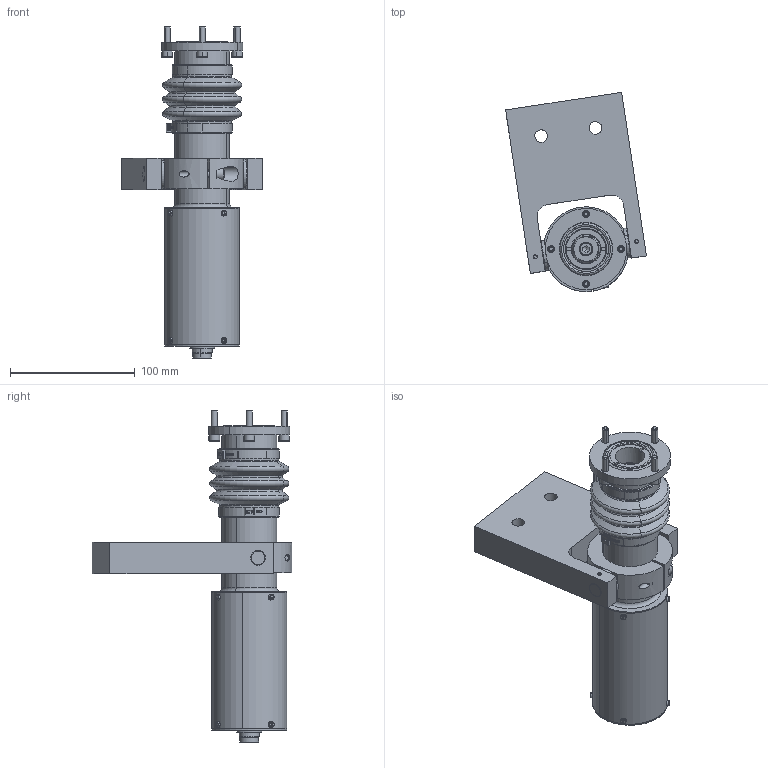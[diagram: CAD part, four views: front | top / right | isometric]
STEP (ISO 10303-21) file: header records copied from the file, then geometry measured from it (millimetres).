
FILE_DESCRIPTION(('CATIA V5 STEP Exchange'),'2;1');
FILE_NAME('AMC_complete_with_pivot_monovariant.stp','2012-05-18T09:05:21+00:00',('none'),('none'),'CATIA Version 5 Release 19 SP 8 (IN-10)','CATIA V5 STEP AP203','none');
FILE_SCHEMA(('CONFIG_CONTROL_DESIGN'));
Length unit declared in the file: millimetre
Products named in the file (4): AMC_complete_with_pivot_monovariant_hohl_fuer_STP_Files; Pivot_monovariant; AMC_complete_hohl_fuer_STP Files; Flanschlager
Assembly tree (40 placements, depth 4):
  AMC_complete_with_pivot_monovariant_hohl_fuer_STP_Files
    Pivot_monovariant
      #66
      #1035
      #1877  x2
      #2324
      #3202  x2
      #3608  x4
    AMC_complete_hohl_fuer_STP Files
      #4112
      #6752
      #10245
      #12768
      #15105
      #16538  x2
      #19738
      Flanschlager
        #20358
        #20527
        #20696
        #21571
        #22173
      #22294
      #23172  x8
      #23944  x4
Bounding box: 112.79 x 159.64 x 266 mm (x, y, z)
Volume: 479480.3 mm3; surface area: 197476.5 mm2
Topology: 38 solids, 38 shells, 1198 faces, 2848 edges, 1774 vertices
Faces by surface type: cylinder 435, plane 379, cone 180, torus 138, bspline 48, sphere 18
Entity records: 24789 total; most frequent: CARTESIAN_POINT 8063, ORIENTED_EDGE 3568, DIRECTION 2694, EDGE_CURVE 1784, AXIS2_PLACEMENT_3D 1407, VERTEX_POINT 1121, EDGE_LOOP 913, CIRCLE 827
